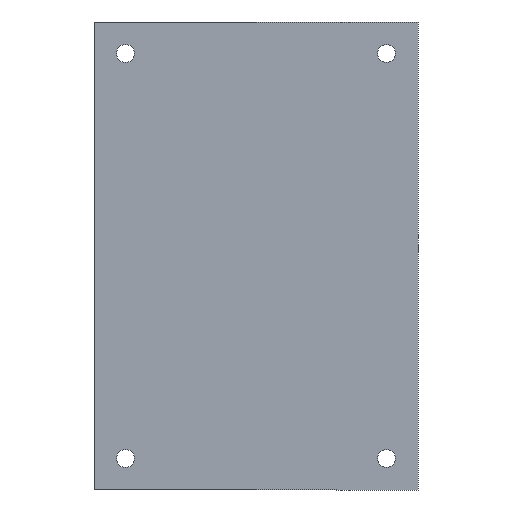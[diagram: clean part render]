
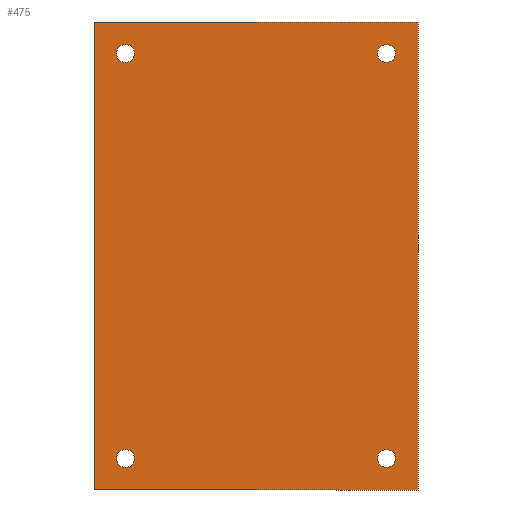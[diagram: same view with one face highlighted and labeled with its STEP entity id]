
A CAD part, front view. The second image highlights one B-rep face of the part: STEP entity #475.
In plain terms, the highlighted planar face has unit normal (0, -1, 0).
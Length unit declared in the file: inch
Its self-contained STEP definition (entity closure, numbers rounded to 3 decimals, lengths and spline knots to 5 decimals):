
#2 = EDGE_CURVE ( 'NONE', #219, #219, #169, .T. ) ;
#5 = AXIS2_PLACEMENT_3D ( 'NONE', #310, #510, #262 ) ;
#25 = VERTEX_POINT ( 'NONE', #242 ) ;
#38 = DIRECTION ( 'NONE',  ( 0., 0., -1. ) ) ;
#41 = ORIENTED_EDGE ( 'NONE', *, *, #355, .T. ) ;
#43 = CARTESIAN_POINT ( 'NONE',  ( 4.5, 0., -6.5 ) ) ;
#46 = VECTOR ( 'NONE', #166, 39.37008 ) ;
#47 = CARTESIAN_POINT ( 'NONE',  ( -3.625, 0., -5.625 ) ) ;
#58 = VERTEX_POINT ( 'NONE', #239 ) ;
#62 = ORIENTED_EDGE ( 'NONE', *, *, #98, .F. ) ;
#74 = EDGE_LOOP ( 'NONE', ( #321 ) ) ;
#81 = ORIENTED_EDGE ( 'NONE', *, *, #244, .T. ) ;
#89 = ORIENTED_EDGE ( 'NONE', *, *, #178, .F. ) ;
#98 = EDGE_CURVE ( 'NONE', #58, #124, #461, .T. ) ;
#101 = VECTOR ( 'NONE', #431, 39.37008 ) ;
#106 = CIRCLE ( 'NONE', #524, 0.25 ) ;
#121 = DIRECTION ( 'NONE',  ( 0., 1., 0. ) ) ;
#124 = VERTEX_POINT ( 'NONE', #410 ) ;
#126 = CARTESIAN_POINT ( 'NONE',  ( 3.625, 0., 5.375 ) ) ;
#129 = CARTESIAN_POINT ( 'NONE',  ( -3.625, 0., 5.625 ) ) ;
#151 = VECTOR ( 'NONE', #497, 39.37008 ) ;
#160 = EDGE_CURVE ( 'NONE', #514, #514, #319, .T. ) ;
#161 = DIRECTION ( 'NONE',  ( 0., 0., -1. ) ) ;
#166 = DIRECTION ( 'NONE',  ( -1., 0., 0. ) ) ;
#169 = CIRCLE ( 'NONE', #457, 0.25 ) ;
#176 = VECTOR ( 'NONE', #326, 39.37008 ) ;
#178 = EDGE_CURVE ( 'NONE', #124, #182, #518, .T. ) ;
#181 = FACE_BOUND ( 'NONE', #427, .T. ) ;
#182 = VERTEX_POINT ( 'NONE', #366 ) ;
#203 = EDGE_CURVE ( 'NONE', #182, #308, #398, .T. ) ;
#206 = CIRCLE ( 'NONE', #209, 0.25 ) ;
#209 = AXIS2_PLACEMENT_3D ( 'NONE', #47, #336, #161 ) ;
#214 = EDGE_LOOP ( 'NONE', ( #89, #62, #351, #225 ) ) ;
#219 = VERTEX_POINT ( 'NONE', #389 ) ;
#225 = ORIENTED_EDGE ( 'NONE', *, *, #203, .F. ) ;
#239 = CARTESIAN_POINT ( 'NONE',  ( -4.5, 0., 6.5 ) ) ;
#242 = CARTESIAN_POINT ( 'NONE',  ( -3.625, 0., -5.875 ) ) ;
#244 = EDGE_CURVE ( 'NONE', #25, #25, #206, .T. ) ;
#245 = FACE_BOUND ( 'NONE', #74, .T. ) ;
#246 = DIRECTION ( 'NONE',  ( 0., 0., -1. ) ) ;
#260 = CARTESIAN_POINT ( 'NONE',  ( -4.5, 0., -6.5 ) ) ;
#261 = DIRECTION ( 'NONE',  ( 0., 1., 0. ) ) ;
#262 = DIRECTION ( 'NONE',  ( 0., 0., -1. ) ) ;
#276 = FACE_BOUND ( 'NONE', #508, .T. ) ;
#283 = CARTESIAN_POINT ( 'NONE',  ( -3.625, 0., 5.375 ) ) ;
#285 = AXIS2_PLACEMENT_3D ( 'NONE', #129, #493, #246 ) ;
#302 = LINE ( 'NONE', #462, #101 ) ;
#308 = VERTEX_POINT ( 'NONE', #260 ) ;
#310 = CARTESIAN_POINT ( 'NONE',  ( -4.5, 0., -6.5 ) ) ;
#316 = PLANE ( 'NONE',  #5 ) ;
#319 = CIRCLE ( 'NONE', #285, 0.25 ) ;
#321 = ORIENTED_EDGE ( 'NONE', *, *, #2, .T. ) ;
#326 = DIRECTION ( 'NONE',  ( 1., 0., 0. ) ) ;
#336 = DIRECTION ( 'NONE',  ( 0., 1., 0. ) ) ;
#346 = VERTEX_POINT ( 'NONE', #126 ) ;
#351 = ORIENTED_EDGE ( 'NONE', *, *, #388, .F. ) ;
#355 = EDGE_CURVE ( 'NONE', #346, #346, #106, .T. ) ;
#366 = CARTESIAN_POINT ( 'NONE',  ( 4.5, 0., -6.5 ) ) ;
#369 = CARTESIAN_POINT ( 'NONE',  ( -4.5, 0., -6.5 ) ) ;
#381 = DIRECTION ( 'NONE',  ( 0., 0., -1. ) ) ;
#388 = EDGE_CURVE ( 'NONE', #308, #58, #302, .T. ) ;
#389 = CARTESIAN_POINT ( 'NONE',  ( 3.625, 0., -5.875 ) ) ;
#398 = LINE ( 'NONE', #369, #46 ) ;
#402 = FACE_OUTER_BOUND ( 'NONE', #214, .T. ) ;
#410 = CARTESIAN_POINT ( 'NONE',  ( 4.5, 0., 6.5 ) ) ;
#427 = EDGE_LOOP ( 'NONE', ( #428 ) ) ;
#428 = ORIENTED_EDGE ( 'NONE', *, *, #160, .T. ) ;
#431 = DIRECTION ( 'NONE',  ( 0., 0., 1. ) ) ;
#444 = EDGE_LOOP ( 'NONE', ( #81 ) ) ;
#457 = AXIS2_PLACEMENT_3D ( 'NONE', #486, #121, #38 ) ;
#461 = LINE ( 'NONE', #483, #176 ) ;
#462 = CARTESIAN_POINT ( 'NONE',  ( -4.5, 0., 6.5 ) ) ;
#475 = ADVANCED_FACE ( 'NONE', ( #402, #276, #245, #477, #181 ), #316, .T. ) ;
#477 = FACE_BOUND ( 'NONE', #444, .T. ) ;
#483 = CARTESIAN_POINT ( 'NONE',  ( 4.5, 0., 6.5 ) ) ;
#486 = CARTESIAN_POINT ( 'NONE',  ( 3.625, 0., -5.625 ) ) ;
#493 = DIRECTION ( 'NONE',  ( 0., 1., 0. ) ) ;
#497 = DIRECTION ( 'NONE',  ( 0., 0., -1. ) ) ;
#507 = CARTESIAN_POINT ( 'NONE',  ( 3.625, 0., 5.625 ) ) ;
#508 = EDGE_LOOP ( 'NONE', ( #41 ) ) ;
#510 = DIRECTION ( 'NONE',  ( 0., -1., 0. ) ) ;
#514 = VERTEX_POINT ( 'NONE', #283 ) ;
#518 = LINE ( 'NONE', #43, #151 ) ;
#524 = AXIS2_PLACEMENT_3D ( 'NONE', #507, #261, #381 ) ;
